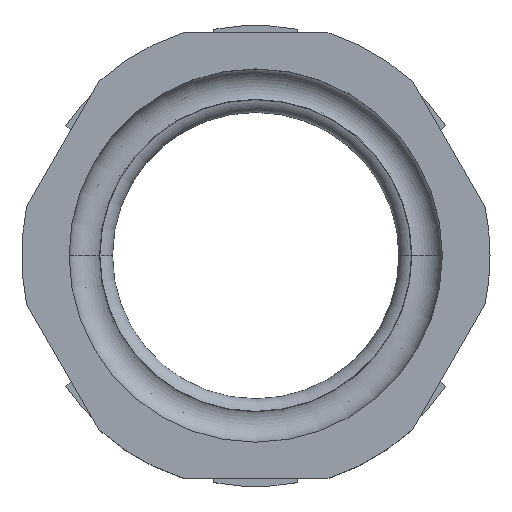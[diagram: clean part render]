
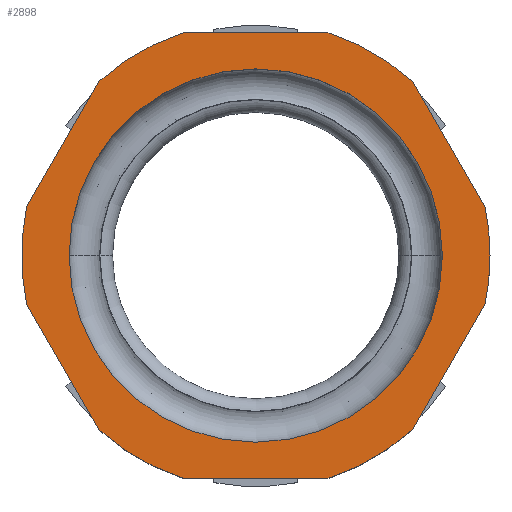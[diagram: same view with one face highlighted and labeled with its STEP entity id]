
A CAD part, top view. The second image highlights one B-rep face of the part: STEP entity #2898.
In plain terms, the highlighted planar face has unit normal (0, 0, 1).
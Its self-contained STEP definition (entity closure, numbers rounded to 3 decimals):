
#47 = CARTESIAN_POINT ( 'NONE',  ( -24.5, 0., 48. ) ) ;
#52 = CARTESIAN_POINT ( 'NONE',  ( 30.75, 0., 48. ) ) ;
#57 = CARTESIAN_POINT ( 'NONE',  ( 30.075, -6.409, 48. ) ) ;
#81 = CARTESIAN_POINT ( 'NONE',  ( 24.5, 0., 48. ) ) ;
#112 = CARTESIAN_POINT ( 'NONE',  ( 20.588, 22.841, 48. ) ) ;
#113 = CARTESIAN_POINT ( 'NONE',  ( 30.075, 6.409, 48. ) ) ;
#114 = CARTESIAN_POINT ( 'NONE',  ( 20.588, -22.841, 48. ) ) ;
#115 = CARTESIAN_POINT ( 'NONE',  ( 9.487, -29.25, 48. ) ) ;
#116 = CARTESIAN_POINT ( 'NONE',  ( -9.487, -29.25, 48. ) ) ;
#117 = CARTESIAN_POINT ( 'NONE',  ( -20.588, -22.841, 48. ) ) ;
#118 = CARTESIAN_POINT ( 'NONE',  ( -30.075, -6.409, 48. ) ) ;
#119 = CARTESIAN_POINT ( 'NONE',  ( -30.075, 6.409, 48. ) ) ;
#120 = CARTESIAN_POINT ( 'NONE',  ( -20.588, 22.841, 48. ) ) ;
#121 = CARTESIAN_POINT ( 'NONE',  ( -9.487, 29.25, 48. ) ) ;
#122 = CARTESIAN_POINT ( 'NONE',  ( 9.487, 29.25, 48. ) ) ;
#311 = AXIS2_PLACEMENT_3D ( 'NONE', #1085, #1089, #1090 ) ;
#316 = AXIS2_PLACEMENT_3D ( 'NONE', #1108, #1109, #1110 ) ;
#395 = EDGE_CURVE ( 'NONE', #2100, #2099, #2280, .T. ) ;
#396 = EDGE_CURVE ( 'NONE', #2091, #2101, #2279, .T. ) ;
#397 = EDGE_CURVE ( 'NONE', #1337, #1303, #2278, .T. ) ;
#398 = EDGE_CURVE ( 'NONE', #2092, #2091, #643, .T. ) ;
#402 = EDGE_CURVE ( 'NONE', #2093, #1313, #656, .T. ) ;
#404 = EDGE_CURVE ( 'NONE', #2095, #2094, #662, .T. ) ;
#407 = EDGE_CURVE ( 'NONE', #2097, #2096, #671, .T. ) ;
#410 = EDGE_CURVE ( 'NONE', #2099, #2098, #680, .T. ) ;
#413 = EDGE_CURVE ( 'NONE', #2101, #2100, #689, .T. ) ;
#633 = CARTESIAN_POINT ( 'NONE',  ( 0., 0., 48. ) ) ;
#634 = DIRECTION ( 'NONE',  ( 0., 0., 1. ) ) ;
#635 = DIRECTION ( 'NONE',  ( 1., 0., 0. ) ) ;
#636 = CARTESIAN_POINT ( 'NONE',  ( 0., 0., 48. ) ) ;
#637 = DIRECTION ( 'NONE',  ( 0., 0., 1. ) ) ;
#638 = DIRECTION ( 'NONE',  ( 1., 0., 0. ) ) ;
#639 = CARTESIAN_POINT ( 'NONE',  ( 0., 0., 48. ) ) ;
#640 = DIRECTION ( 'NONE',  ( 0., 0., 1. ) ) ;
#641 = DIRECTION ( 'NONE',  ( 1., 0., 0. ) ) ;
#643 = LINE ( 'NONE', #644, #1878 ) ;
#644 = CARTESIAN_POINT ( 'NONE',  ( 33.775, 0., 48. ) ) ;
#645 = DIRECTION ( 'NONE',  ( -0.5, 0.866, 0. ) ) ;
#656 = LINE ( 'NONE', #657, #1877 ) ;
#657 = CARTESIAN_POINT ( 'NONE',  ( 16.887, -29.25, 48. ) ) ;
#658 = DIRECTION ( 'NONE',  ( 0.5, 0.866, 0. ) ) ;
#662 = LINE ( 'NONE', #663, #1887 ) ;
#663 = CARTESIAN_POINT ( 'NONE',  ( -16.887, -29.25, 48. ) ) ;
#664 = DIRECTION ( 'NONE',  ( 1., 0., 0. ) ) ;
#671 = LINE ( 'NONE', #672, #1890 ) ;
#672 = CARTESIAN_POINT ( 'NONE',  ( -33.775, 0., 48. ) ) ;
#673 = DIRECTION ( 'NONE',  ( 0.5, -0.866, 0. ) ) ;
#680 = LINE ( 'NONE', #681, #1893 ) ;
#681 = CARTESIAN_POINT ( 'NONE',  ( -16.887, 29.25, 48. ) ) ;
#682 = DIRECTION ( 'NONE',  ( -0.5, -0.866, 0. ) ) ;
#689 = LINE ( 'NONE', #690, #1896 ) ;
#690 = CARTESIAN_POINT ( 'NONE',  ( 16.887, 29.25, 48. ) ) ;
#691 = DIRECTION ( 'NONE',  ( -1., 0., 0. ) ) ;
#1085 = CARTESIAN_POINT ( 'NONE',  ( 0., 0., 48. ) ) ;
#1089 = DIRECTION ( 'NONE',  ( 0., 0., 1. ) ) ;
#1090 = DIRECTION ( 'NONE',  ( 1., 0., 0. ) ) ;
#1108 = CARTESIAN_POINT ( 'NONE',  ( 0., 0., 48. ) ) ;
#1109 = DIRECTION ( 'NONE',  ( 0., 0., 1. ) ) ;
#1110 = DIRECTION ( 'NONE',  ( 1., 0., 0. ) ) ;
#1303 = VERTEX_POINT ( 'NONE', #47 ) ;
#1308 = VERTEX_POINT ( 'NONE', #52 ) ;
#1313 = VERTEX_POINT ( 'NONE', #57 ) ;
#1337 = VERTEX_POINT ( 'NONE', #81 ) ;
#1387 = ORIENTED_EDGE ( 'NONE', *, *, #397, .F. ) ;
#1389 = ORIENTED_EDGE ( 'NONE', *, *, #398, .T. ) ;
#1390 = ORIENTED_EDGE ( 'NONE', *, *, #413, .T. ) ;
#1391 = ORIENTED_EDGE ( 'NONE', *, *, #2974, .F. ) ;
#1392 = ORIENTED_EDGE ( 'NONE', *, *, #396, .T. ) ;
#1393 = ORIENTED_EDGE ( 'NONE', *, *, #395, .T. ) ;
#1394 = ORIENTED_EDGE ( 'NONE', *, *, #410, .T. ) ;
#1395 = ORIENTED_EDGE ( 'NONE', *, *, #2345, .T. ) ;
#1396 = ORIENTED_EDGE ( 'NONE', *, *, #407, .T. ) ;
#1397 = ORIENTED_EDGE ( 'NONE', *, *, #2344, .T. ) ;
#1398 = ORIENTED_EDGE ( 'NONE', *, *, #404, .T. ) ;
#1399 = ORIENTED_EDGE ( 'NONE', *, *, #2343, .T. ) ;
#1400 = ORIENTED_EDGE ( 'NONE', *, *, #2342, .T. ) ;
#1401 = ORIENTED_EDGE ( 'NONE', *, *, #402, .T. ) ;
#1402 = ORIENTED_EDGE ( 'NONE', *, *, #2968, .T. ) ;
#1556 = AXIS2_PLACEMENT_3D ( 'NONE', #1643, #1644, #1645 ) ;
#1557 = AXIS2_PLACEMENT_3D ( 'NONE', #1646, #1647, #1648 ) ;
#1558 = AXIS2_PLACEMENT_3D ( 'NONE', #1649, #1650, #1651 ) ;
#1559 = AXIS2_PLACEMENT_3D ( 'NONE', #1637, #1641, #1642 ) ;
#1637 = CARTESIAN_POINT ( 'NONE',  ( 0., 0., 48. ) ) ;
#1641 = DIRECTION ( 'NONE',  ( 0., 0., 1. ) ) ;
#1642 = DIRECTION ( 'NONE',  ( 1., 0., 0. ) ) ;
#1643 = CARTESIAN_POINT ( 'NONE',  ( 0., 0., 48. ) ) ;
#1644 = DIRECTION ( 'NONE',  ( 0., 0., 1. ) ) ;
#1645 = DIRECTION ( 'NONE',  ( 1., 0., 0. ) ) ;
#1646 = CARTESIAN_POINT ( 'NONE',  ( 0., 0., 48. ) ) ;
#1647 = DIRECTION ( 'NONE',  ( 0., 0., 1. ) ) ;
#1648 = DIRECTION ( 'NONE',  ( 1., 0., 0. ) ) ;
#1649 = CARTESIAN_POINT ( 'NONE',  ( 0., 0., 48. ) ) ;
#1650 = DIRECTION ( 'NONE',  ( 0., 0., 1. ) ) ;
#1651 = DIRECTION ( 'NONE',  ( 1., 0., 0. ) ) ;
#1829 = PLANE ( 'NONE',  #2673 ) ;
#1830 = CARTESIAN_POINT ( 'NONE',  ( 0., 0., 48. ) ) ;
#1831 = DIRECTION ( 'NONE',  ( 0., 0., 1. ) ) ;
#1832 = DIRECTION ( 'NONE',  ( 1., 0., 0. ) ) ;
#1877 = VECTOR ( 'NONE', #658, 1000. ) ;
#1878 = VECTOR ( 'NONE', #645, 1000. ) ;
#1881 = AXIS2_PLACEMENT_3D ( 'NONE', #639, #640, #641 ) ;
#1884 = AXIS2_PLACEMENT_3D ( 'NONE', #633, #634, #635 ) ;
#1885 = AXIS2_PLACEMENT_3D ( 'NONE', #636, #637, #638 ) ;
#1887 = VECTOR ( 'NONE', #664, 1000. ) ;
#1890 = VECTOR ( 'NONE', #673, 1000. ) ;
#1893 = VECTOR ( 'NONE', #682, 1000. ) ;
#1896 = VECTOR ( 'NONE', #691, 1000. ) ;
#1912 = CIRCLE ( 'NONE', #311, 30.75 ) ;
#1916 = CIRCLE ( 'NONE', #316, 24.5 ) ;
#2091 = VERTEX_POINT ( 'NONE', #112 ) ;
#2092 = VERTEX_POINT ( 'NONE', #113 ) ;
#2093 = VERTEX_POINT ( 'NONE', #114 ) ;
#2094 = VERTEX_POINT ( 'NONE', #115 ) ;
#2095 = VERTEX_POINT ( 'NONE', #116 ) ;
#2096 = VERTEX_POINT ( 'NONE', #117 ) ;
#2097 = VERTEX_POINT ( 'NONE', #118 ) ;
#2098 = VERTEX_POINT ( 'NONE', #119 ) ;
#2099 = VERTEX_POINT ( 'NONE', #120 ) ;
#2100 = VERTEX_POINT ( 'NONE', #121 ) ;
#2101 = VERTEX_POINT ( 'NONE', #122 ) ;
#2253 = EDGE_LOOP ( 'NONE', ( #1387, #1391 ) ) ;
#2254 = EDGE_LOOP ( 'NONE', ( #1389, #1392, #1390, #1393, #1394, #1395, #1396, #1397, #1398, #1399, #1401, #1402, #1400 ) ) ;
#2278 = CIRCLE ( 'NONE', #1881, 24.5 ) ;
#2279 = CIRCLE ( 'NONE', #1885, 30.75 ) ;
#2280 = CIRCLE ( 'NONE', #1884, 30.75 ) ;
#2342 = EDGE_CURVE ( 'NONE', #1308, #2092, #2738, .T. ) ;
#2343 = EDGE_CURVE ( 'NONE', #2094, #2093, #2737, .T. ) ;
#2344 = EDGE_CURVE ( 'NONE', #2096, #2095, #2736, .T. ) ;
#2345 = EDGE_CURVE ( 'NONE', #2098, #2097, #2735, .T. ) ;
#2666 = FACE_OUTER_BOUND ( 'NONE', #2254, .T. ) ;
#2668 = FACE_BOUND ( 'NONE', #2253, .T. ) ;
#2673 = AXIS2_PLACEMENT_3D ( 'NONE', #1830, #1831, #1832 ) ;
#2735 = CIRCLE ( 'NONE', #1558, 30.75 ) ;
#2736 = CIRCLE ( 'NONE', #1557, 30.75 ) ;
#2737 = CIRCLE ( 'NONE', #1556, 30.75 ) ;
#2738 = CIRCLE ( 'NONE', #1559, 30.75 ) ;
#2898 = ADVANCED_FACE ( 'NONE', ( #2668, #2666 ), #1829, .T. ) ;
#2968 = EDGE_CURVE ( 'NONE', #1313, #1308, #1912, .T. ) ;
#2974 = EDGE_CURVE ( 'NONE', #1303, #1337, #1916, .T. ) ;
